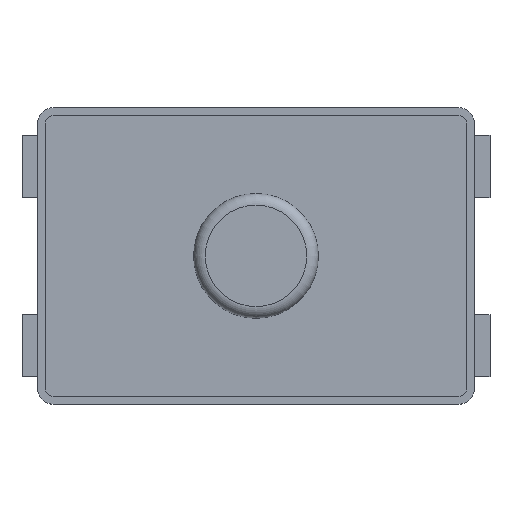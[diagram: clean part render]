
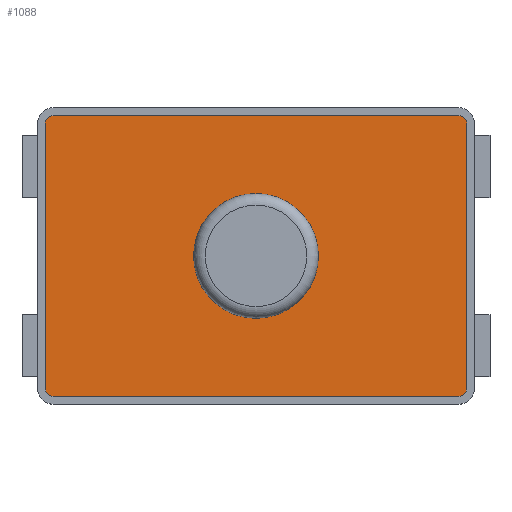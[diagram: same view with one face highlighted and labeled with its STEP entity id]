
A CAD part, top view. The second image highlights one B-rep face of the part: STEP entity #1088.
In plain terms, the highlighted planar face has unit normal (0, 0, 1).
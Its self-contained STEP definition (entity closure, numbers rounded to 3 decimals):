
#49=CIRCLE('',#1160,0.05);
#51=CIRCLE('',#1164,0.05);
#53=CIRCLE('',#1168,0.05);
#55=CIRCLE('',#1172,0.05);
#100=FACE_OUTER_BOUND('',#164,.T.);
#164=EDGE_LOOP('',(#885,#886,#887,#888,#889,#890,#891,#892));
#248=LINE('',#1642,#377);
#253=LINE('',#1656,#382);
#257=LINE('',#1668,#386);
#261=LINE('',#1680,#390);
#377=VECTOR('',#1323,10.);
#382=VECTOR('',#1336,10.);
#386=VECTOR('',#1348,10.);
#390=VECTOR('',#1360,10.);
#493=VERTEX_POINT('',#1640);
#494=VERTEX_POINT('',#1641);
#497=VERTEX_POINT('',#1649);
#499=VERTEX_POINT('',#1655);
#501=VERTEX_POINT('',#1661);
#503=VERTEX_POINT('',#1667);
#505=VERTEX_POINT('',#1673);
#507=VERTEX_POINT('',#1679);
#610=EDGE_CURVE('',#493,#494,#248,.T.);
#614=EDGE_CURVE('',#497,#493,#49,.T.);
#617=EDGE_CURVE('',#499,#497,#253,.T.);
#620=EDGE_CURVE('',#501,#499,#51,.T.);
#623=EDGE_CURVE('',#503,#501,#257,.T.);
#626=EDGE_CURVE('',#505,#503,#53,.T.);
#629=EDGE_CURVE('',#507,#505,#261,.T.);
#632=EDGE_CURVE('',#494,#507,#55,.T.);
#885=ORIENTED_EDGE('',*,*,#610,.T.);
#886=ORIENTED_EDGE('',*,*,#632,.T.);
#887=ORIENTED_EDGE('',*,*,#629,.T.);
#888=ORIENTED_EDGE('',*,*,#626,.T.);
#889=ORIENTED_EDGE('',*,*,#623,.T.);
#890=ORIENTED_EDGE('',*,*,#620,.T.);
#891=ORIENTED_EDGE('',*,*,#617,.T.);
#892=ORIENTED_EDGE('',*,*,#614,.T.);
#1027=PLANE('',#1186);
#1088=ADVANCED_FACE('',(#100),#1027,.T.);
#1160=AXIS2_PLACEMENT_3D('',#1650,#1329,#1330);
#1164=AXIS2_PLACEMENT_3D('',#1662,#1341,#1342);
#1168=AXIS2_PLACEMENT_3D('',#1674,#1353,#1354);
#1172=AXIS2_PLACEMENT_3D('',#1685,#1365,#1366);
#1186=AXIS2_PLACEMENT_3D('',#1714,#1402,#1403);
#1323=DIRECTION('',(1.,0.,0.));
#1329=DIRECTION('center_axis',(0.,0.,1.));
#1330=DIRECTION('ref_axis',(-1.,0.,0.));
#1336=DIRECTION('',(0.,-1.,0.));
#1341=DIRECTION('center_axis',(0.,0.,1.));
#1342=DIRECTION('ref_axis',(0.,1.,0.));
#1348=DIRECTION('',(-1.,0.,0.));
#1353=DIRECTION('center_axis',(0.,0.,1.));
#1354=DIRECTION('ref_axis',(1.,0.,0.));
#1360=DIRECTION('',(0.,1.,0.));
#1365=DIRECTION('center_axis',(0.,0.,1.));
#1366=DIRECTION('ref_axis',(0.,-1.,0.));
#1402=DIRECTION('center_axis',(0.,0.,1.));
#1403=DIRECTION('ref_axis',(1.,0.,0.));
#1640=CARTESIAN_POINT('',(-1.3,-0.9,0.45));
#1641=CARTESIAN_POINT('',(1.3,-0.9,0.45));
#1642=CARTESIAN_POINT('',(-0.65,-0.9,0.45));
#1649=CARTESIAN_POINT('',(-1.35,-0.85,0.45));
#1650=CARTESIAN_POINT('Origin',(-1.3,-0.85,0.45));
#1655=CARTESIAN_POINT('',(-1.35,0.85,0.45));
#1656=CARTESIAN_POINT('',(-1.35,0.425,0.45));
#1661=CARTESIAN_POINT('',(-1.3,0.9,0.45));
#1662=CARTESIAN_POINT('Origin',(-1.3,0.85,0.45));
#1667=CARTESIAN_POINT('',(1.3,0.9,0.45));
#1668=CARTESIAN_POINT('',(0.65,0.9,0.45));
#1673=CARTESIAN_POINT('',(1.35,0.85,0.45));
#1674=CARTESIAN_POINT('Origin',(1.3,0.85,0.45));
#1679=CARTESIAN_POINT('',(1.35,-0.85,0.45));
#1680=CARTESIAN_POINT('',(1.35,-0.425,0.45));
#1685=CARTESIAN_POINT('Origin',(1.3,-0.85,0.45));
#1714=CARTESIAN_POINT('Origin',(0.,0.,0.45));
